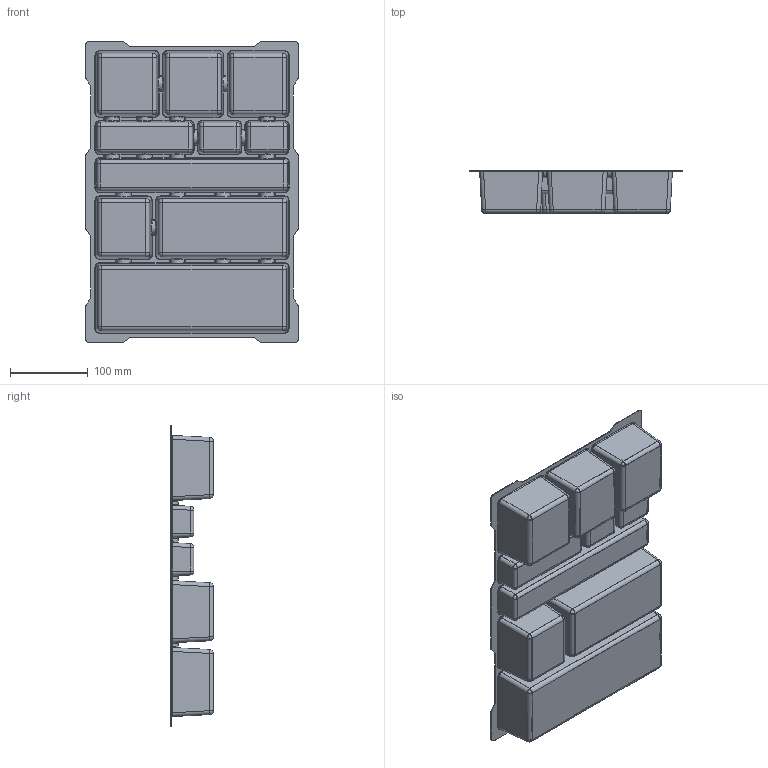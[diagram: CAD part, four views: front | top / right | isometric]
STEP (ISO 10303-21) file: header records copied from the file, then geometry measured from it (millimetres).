
FILE_DESCRIPTION (( 'STEP AP214' ), '1' );
FILE_NAME ('top tray 2024.06.11.STEP', '2024-06-11T09:32:00', ( '' ), ( '' ), 'SwSTEP 2.0', 'SolidWorks 2021', '' );
FILE_SCHEMA (( 'AUTOMOTIVE_DESIGN' ));
Length unit declared in the file: millimetre
Products named in the file (1): top tray 2024.06.11
Bounding box: 274 x 55 x 388 mm (x, y, z)
Volume: 242138 mm3; surface area: 485616.6 mm2
Topology: 1 solids, 1 shells, 1166 faces, 2582 edges, 1420 vertices
Faces by surface type: cylinder 478, bspline 286, sphere 248, plane 154
Entity records: 37608 total; most frequent: CARTESIAN_POINT 14267, ORIENTED_EDGE 5164, DIRECTION 4854, EDGE_CURVE 2582, AXIS2_PLACEMENT_3D 1963, VERTEX_POINT 1420, EDGE_LOOP 1168, FACE_OUTER_BOUND 1166
